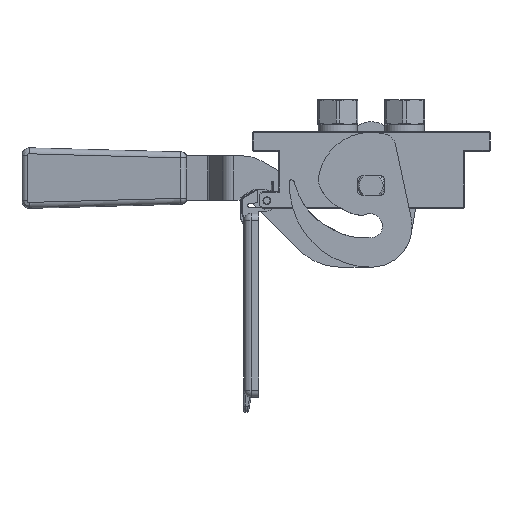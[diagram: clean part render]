
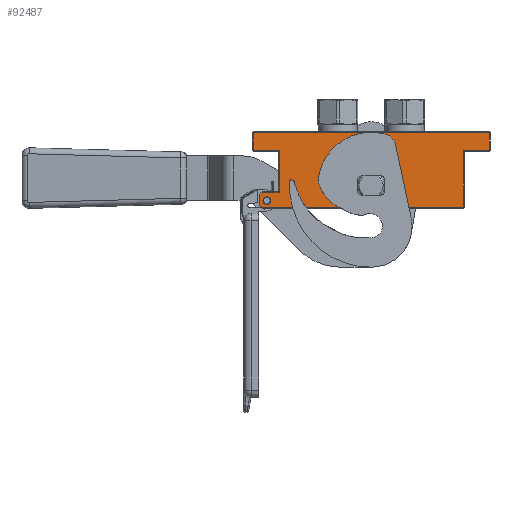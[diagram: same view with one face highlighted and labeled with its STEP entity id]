
A CAD part, front view. The second image highlights one B-rep face of the part: STEP entity #92487.
In plain terms, the highlighted planar face has unit normal (0, -1, 0).
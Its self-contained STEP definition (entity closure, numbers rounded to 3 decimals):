
#283 = ORIENTED_EDGE ( 'NONE', *, *, #61042, .T. ) ;
#614 = CIRCLE ( 'NONE', #36854, 2.55 ) ;
#617 = EDGE_CURVE ( 'NONE', #72772, #92258, #81546, .T. ) ;
#1393 = DIRECTION ( 'NONE',  ( 0., 0., -1. ) ) ;
#1717 = VERTEX_POINT ( 'NONE', #19196 ) ;
#3225 = EDGE_CURVE ( 'NONE', #85582, #48152, #67430, .T. ) ;
#3824 = VERTEX_POINT ( 'NONE', #55585 ) ;
#4108 = CARTESIAN_POINT ( 'NONE',  ( 62., 0., -50.8 ) ) ;
#4312 = CARTESIAN_POINT ( 'NONE',  ( -79.5, 0., -0.5 ) ) ;
#4740 = CARTESIAN_POINT ( 'NONE',  ( 0., 0., -24.8 ) ) ;
#5026 = DIRECTION ( 'NONE',  ( 0., 0., -1. ) ) ;
#5890 = DIRECTION ( 'NONE',  ( 0., -1., 0. ) ) ;
#5919 = LINE ( 'NONE', #74165, #35918 ) ;
#6214 = AXIS2_PLACEMENT_3D ( 'NONE', #6283, #20192, #50529 ) ;
#6283 = CARTESIAN_POINT ( 'NONE',  ( -70.3, 0., -46.3 ) ) ;
#6502 = CARTESIAN_POINT ( 'NONE',  ( -79.5, 0., -0.5 ) ) ;
#10315 = VERTEX_POINT ( 'NONE', #17663 ) ;
#10464 = CARTESIAN_POINT ( 'NONE',  ( -79.5, 0., -12.5 ) ) ;
#10771 = FACE_BOUND ( 'NONE', #45937, .T. ) ;
#11630 = LINE ( 'NONE', #15094, #52081 ) ;
#11939 = LINE ( 'NONE', #29513, #88209 ) ;
#12770 = ORIENTED_EDGE ( 'NONE', *, *, #71797, .T. ) ;
#13957 = CARTESIAN_POINT ( 'NONE',  ( -70.3, 0., -46.3 ) ) ;
#15094 = CARTESIAN_POINT ( 'NONE',  ( 62., 0., -50.8 ) ) ;
#15609 = VECTOR ( 'NONE', #5026, 1000. ) ;
#15976 = LINE ( 'NONE', #45713, #67943 ) ;
#16291 = ORIENTED_EDGE ( 'NONE', *, *, #65894, .T. ) ;
#16388 = CIRCLE ( 'NONE', #31239, 11.3 ) ;
#17663 = CARTESIAN_POINT ( 'NONE',  ( -62., 0., -40.5 ) ) ;
#18480 = VERTEX_POINT ( 'NONE', #69331 ) ;
#19196 = CARTESIAN_POINT ( 'NONE',  ( -67.75, 0., -46.3 ) ) ;
#19934 = DIRECTION ( 'NONE',  ( 0., 0., 1. ) ) ;
#20192 = DIRECTION ( 'NONE',  ( 0., -1., 0. ) ) ;
#20849 = CARTESIAN_POINT ( 'NONE',  ( -75., 0., -42.207 ) ) ;
#21247 = DIRECTION ( 'NONE',  ( 1., 0., 0. ) ) ;
#21797 = VERTEX_POINT ( 'NONE', #86780 ) ;
#22776 = DIRECTION ( 'NONE',  ( 0., 0., 1. ) ) ;
#23133 = ORIENTED_EDGE ( 'NONE', *, *, #69102, .T. ) ;
#23151 = DIRECTION ( 'NONE',  ( -0.707, 0., 0.707 ) ) ;
#23649 = DIRECTION ( 'NONE',  ( 0., 1., 0. ) ) ;
#23780 = VECTOR ( 'NONE', #30596, 1000. ) ;
#24630 = CARTESIAN_POINT ( 'NONE',  ( -73.293, 0., -50.8 ) ) ;
#25774 = FACE_BOUND ( 'NONE', #38093, .T. ) ;
#26148 = CIRCLE ( 'NONE', #36831, 11.3 ) ;
#28294 = DIRECTION ( 'NONE',  ( 0.707, 0., 0.707 ) ) ;
#29513 = CARTESIAN_POINT ( 'NONE',  ( 79.5, 0., -0.5 ) ) ;
#29821 = LINE ( 'NONE', #92922, #65590 ) ;
#30291 = CARTESIAN_POINT ( 'NONE',  ( 62., 0., -12.5 ) ) ;
#30596 = DIRECTION ( 'NONE',  ( 1., 0., 0. ) ) ;
#31239 = AXIS2_PLACEMENT_3D ( 'NONE', #60149, #23649, #1393 ) ;
#31390 = EDGE_CURVE ( 'NONE', #18480, #21797, #5919, .T. ) ;
#31723 = DIRECTION ( 'NONE',  ( 1., 0., 0. ) ) ;
#35543 = DIRECTION ( 'NONE',  ( 1., 0., 0. ) ) ;
#35918 = VECTOR ( 'NONE', #23151, 1000. ) ;
#36831 = AXIS2_PLACEMENT_3D ( 'NONE', #94532, #50264, #19934 ) ;
#36854 = AXIS2_PLACEMENT_3D ( 'NONE', #13957, #5890, #80482 ) ;
#38093 = EDGE_LOOP ( 'NONE', ( #38698, #83232 ) ) ;
#38698 = ORIENTED_EDGE ( 'NONE', *, *, #78653, .F. ) ;
#38856 = LINE ( 'NONE', #20849, #64214 ) ;
#40591 = ORIENTED_EDGE ( 'NONE', *, *, #42037, .T. ) ;
#41331 = VERTEX_POINT ( 'NONE', #83727 ) ;
#41434 = VERTEX_POINT ( 'NONE', #67878 ) ;
#41499 = DIRECTION ( 'NONE',  ( 0., 0., -1. ) ) ;
#42037 = EDGE_CURVE ( 'NONE', #66750, #10315, #43953, .T. ) ;
#42154 = DIRECTION ( 'NONE',  ( -1., 0., 0. ) ) ;
#43479 = EDGE_CURVE ( 'NONE', #63465, #50654, #16388, .T. ) ;
#43953 = LINE ( 'NONE', #69810, #49785 ) ;
#45713 = CARTESIAN_POINT ( 'NONE',  ( 79.5, 0., -12.5 ) ) ;
#45937 = EDGE_LOOP ( 'NONE', ( #95707, #57722 ) ) ;
#46001 = ORIENTED_EDGE ( 'NONE', *, *, #3225, .T. ) ;
#47859 = DIRECTION ( 'NONE',  ( 0., 0., -1. ) ) ;
#48152 = VERTEX_POINT ( 'NONE', #10464 ) ;
#49785 = VECTOR ( 'NONE', #47859, 1000. ) ;
#50217 = CARTESIAN_POINT ( 'NONE',  ( -75., 0., -42.207 ) ) ;
#50264 = DIRECTION ( 'NONE',  ( 0., 1., 0. ) ) ;
#50529 = DIRECTION ( 'NONE',  ( 1., 0., 0. ) ) ;
#50654 = VERTEX_POINT ( 'NONE', #4740 ) ;
#52081 = VECTOR ( 'NONE', #73845, 1000. ) ;
#52416 = VECTOR ( 'NONE', #41499, 1000. ) ;
#53241 = EDGE_CURVE ( 'NONE', #3824, #85582, #11939, .T. ) ;
#53471 = ORIENTED_EDGE ( 'NONE', *, *, #58347, .T. ) ;
#54350 = ORIENTED_EDGE ( 'NONE', *, *, #617, .T. ) ;
#55585 = CARTESIAN_POINT ( 'NONE',  ( 79.5, 0., -0.5 ) ) ;
#56335 = CARTESIAN_POINT ( 'NONE',  ( 0., 0., -47.4 ) ) ;
#56973 = LINE ( 'NONE', #65148, #62732 ) ;
#57180 = CARTESIAN_POINT ( 'NONE',  ( 0., 0., 0. ) ) ;
#57722 = ORIENTED_EDGE ( 'NONE', *, *, #43479, .T. ) ;
#58347 = EDGE_CURVE ( 'NONE', #92258, #3824, #15976, .T. ) ;
#60149 = CARTESIAN_POINT ( 'NONE',  ( 0., 0., -36.1 ) ) ;
#60633 = CARTESIAN_POINT ( 'NONE',  ( -73.293, 0., -40.5 ) ) ;
#61042 = EDGE_CURVE ( 'NONE', #41331, #21797, #79230, .T. ) ;
#61055 = EDGE_CURVE ( 'NONE', #1717, #41434, #64167, .T. ) ;
#62077 = LINE ( 'NONE', #24630, #94433 ) ;
#62732 = VECTOR ( 'NONE', #21247, 1000. ) ;
#62965 = ORIENTED_EDGE ( 'NONE', *, *, #31390, .F. ) ;
#63456 = CARTESIAN_POINT ( 'NONE',  ( -62., 0., -12.5 ) ) ;
#63465 = VERTEX_POINT ( 'NONE', #56335 ) ;
#64167 = CIRCLE ( 'NONE', #6214, 2.55 ) ;
#64214 = VECTOR ( 'NONE', #28294, 1000. ) ;
#65148 = CARTESIAN_POINT ( 'NONE',  ( -79.5, 0., -12.5 ) ) ;
#65253 = DIRECTION ( 'NONE',  ( 0., 1., 0. ) ) ;
#65590 = VECTOR ( 'NONE', #70306, 1000. ) ;
#65894 = EDGE_CURVE ( 'NONE', #18480, #88355, #62077, .T. ) ;
#66750 = VERTEX_POINT ( 'NONE', #63456 ) ;
#66776 = EDGE_CURVE ( 'NONE', #41331, #74248, #38856, .T. ) ;
#67430 = LINE ( 'NONE', #4312, #52416 ) ;
#67878 = CARTESIAN_POINT ( 'NONE',  ( -72.85, 0., -46.3 ) ) ;
#67943 = VECTOR ( 'NONE', #22776, 1000. ) ;
#68432 = ORIENTED_EDGE ( 'NONE', *, *, #93917, .T. ) ;
#69102 = EDGE_CURVE ( 'NONE', #48152, #66750, #56973, .T. ) ;
#69331 = CARTESIAN_POINT ( 'NONE',  ( -73.293, 0., -50.8 ) ) ;
#69810 = CARTESIAN_POINT ( 'NONE',  ( -62., 0., -12.5 ) ) ;
#70306 = DIRECTION ( 'NONE',  ( -1., 0., 0. ) ) ;
#71797 = EDGE_CURVE ( 'NONE', #88355, #72772, #11630, .T. ) ;
#72772 = VERTEX_POINT ( 'NONE', #87898 ) ;
#73845 = DIRECTION ( 'NONE',  ( 0., 0., 1. ) ) ;
#74165 = CARTESIAN_POINT ( 'NONE',  ( -73.293, 0., -50.8 ) ) ;
#74248 = VERTEX_POINT ( 'NONE', #60633 ) ;
#74277 = FACE_OUTER_BOUND ( 'NONE', #75244, .T. ) ;
#75244 = EDGE_LOOP ( 'NONE', ( #23133, #40591, #68432, #92496, #283, #62965, #16291, #12770, #54350, #53471, #77312, #46001 ) ) ;
#77312 = ORIENTED_EDGE ( 'NONE', *, *, #53241, .T. ) ;
#78244 = CARTESIAN_POINT ( 'NONE',  ( 79.5, 0., -12.5 ) ) ;
#78653 = EDGE_CURVE ( 'NONE', #41434, #1717, #614, .T. ) ;
#79230 = LINE ( 'NONE', #50217, #15609 ) ;
#80482 = DIRECTION ( 'NONE',  ( -1., 0., 0. ) ) ;
#81546 = LINE ( 'NONE', #30291, #23780 ) ;
#83232 = ORIENTED_EDGE ( 'NONE', *, *, #61055, .F. ) ;
#83727 = CARTESIAN_POINT ( 'NONE',  ( -75., 0., -42.207 ) ) ;
#85582 = VERTEX_POINT ( 'NONE', #6502 ) ;
#86780 = CARTESIAN_POINT ( 'NONE',  ( -75., 0., -49.093 ) ) ;
#87898 = CARTESIAN_POINT ( 'NONE',  ( 62., 0., -12.5 ) ) ;
#88209 = VECTOR ( 'NONE', #42154, 1000. ) ;
#88355 = VERTEX_POINT ( 'NONE', #4108 ) ;
#89798 = EDGE_CURVE ( 'NONE', #50654, #63465, #26148, .T. ) ;
#92258 = VERTEX_POINT ( 'NONE', #78244 ) ;
#92487 = ADVANCED_FACE ( 'NONE', ( #74277, #10771, #25774 ), #94347, .F. ) ;
#92496 = ORIENTED_EDGE ( 'NONE', *, *, #66776, .F. ) ;
#92922 = CARTESIAN_POINT ( 'NONE',  ( -62., 0., -40.5 ) ) ;
#93917 = EDGE_CURVE ( 'NONE', #10315, #74248, #29821, .T. ) ;
#94347 = PLANE ( 'NONE',  #95110 ) ;
#94433 = VECTOR ( 'NONE', #31723, 1000. ) ;
#94532 = CARTESIAN_POINT ( 'NONE',  ( 0., 0., -36.1 ) ) ;
#95110 = AXIS2_PLACEMENT_3D ( 'NONE', #57180, #65253, #35543 ) ;
#95707 = ORIENTED_EDGE ( 'NONE', *, *, #89798, .T. ) ;
